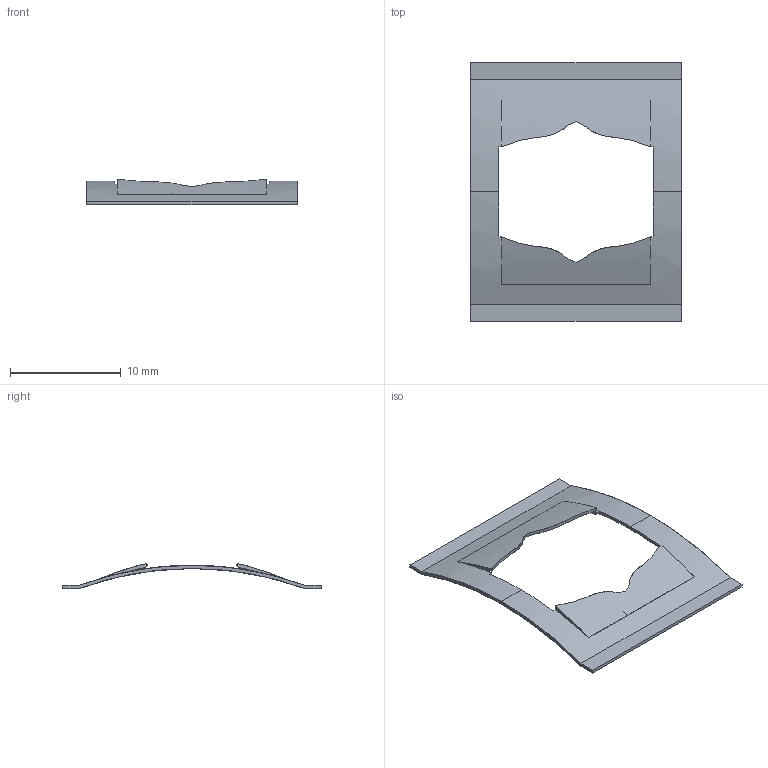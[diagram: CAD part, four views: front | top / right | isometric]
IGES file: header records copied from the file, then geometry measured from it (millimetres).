
Start section: SolidWorks IGES file using analytic representation for surfaces
Global section: file name: SN1287_C.IGS; native system: SolidWorks 2018; preprocessor: SolidWorks 2018; author: chwang; date: 181004.150212; units: inch
Bounding box: 19.05 x 23.37 x 2.27 mm (x, y, z)
Surface area: 757.5 mm2 (no closed solid volume)
Topology: 0 solids, 0 shells, 61 faces, 443 edges, 443 vertices
Faces by surface type: revolution 37, bspline 24
